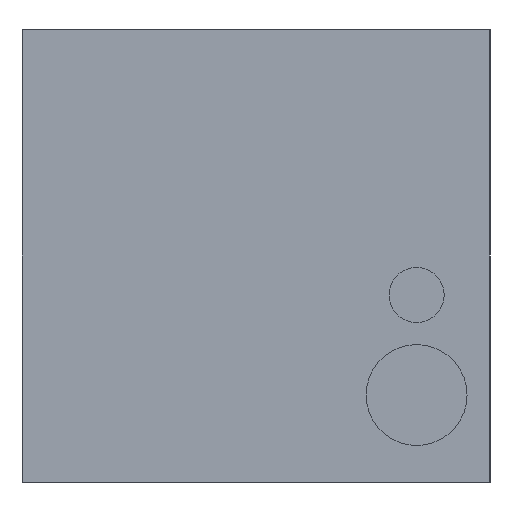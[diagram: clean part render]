
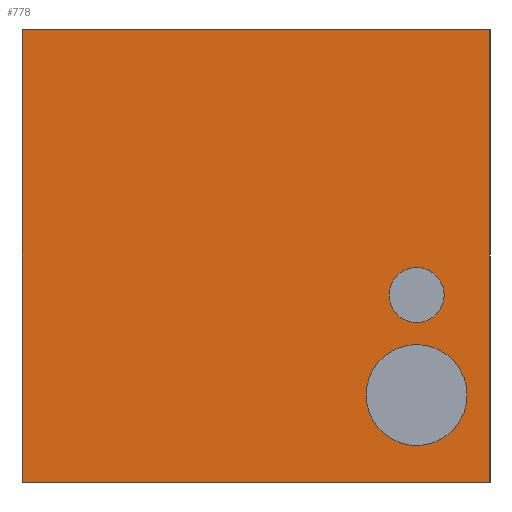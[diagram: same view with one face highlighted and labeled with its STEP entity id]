
A CAD part, left-side view. The second image highlights one B-rep face of the part: STEP entity #778.
In plain terms, the highlighted planar face has unit normal (-1, 0, 0).
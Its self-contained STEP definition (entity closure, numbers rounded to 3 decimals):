
#3 = EDGE_LOOP ( 'NONE', ( #339, #730 ) ) ;
#28 = CARTESIAN_POINT ( 'NONE',  ( -56., 25.5, 0. ) ) ;
#37 = CARTESIAN_POINT ( 'NONE',  ( -56., -25.5, 49.3 ) ) ;
#38 = CARTESIAN_POINT ( 'NONE',  ( -56., -17.5, 17.4 ) ) ;
#53 = DIRECTION ( 'NONE',  ( 0., 0., -1. ) ) ;
#86 = AXIS2_PLACEMENT_3D ( 'NONE', #460, #285, #53 ) ;
#90 = VERTEX_POINT ( 'NONE', #357 ) ;
#129 = CIRCLE ( 'NONE', #891, 3. ) ;
#130 = FACE_BOUND ( 'NONE', #348, .T. ) ;
#187 = VECTOR ( 'NONE', #996, 1000. ) ;
#208 = DIRECTION ( 'NONE',  ( -1., 0., 0. ) ) ;
#223 = EDGE_CURVE ( 'NONE', #271, #655, #129, .T. ) ;
#232 = CARTESIAN_POINT ( 'NONE',  ( -56., -17.5, 20.4 ) ) ;
#241 = AXIS2_PLACEMENT_3D ( 'NONE', #434, #208, #526 ) ;
#247 = DIRECTION ( 'NONE',  ( 0., 0., -1. ) ) ;
#256 = CARTESIAN_POINT ( 'NONE',  ( -56., 25.5, 49.3 ) ) ;
#267 = EDGE_CURVE ( 'NONE', #559, #90, #283, .T. ) ;
#271 = VERTEX_POINT ( 'NONE', #38 ) ;
#283 = LINE ( 'NONE', #28, #187 ) ;
#284 = DIRECTION ( 'NONE',  ( 0., 0., -1. ) ) ;
#285 = DIRECTION ( 'NONE',  ( -1., 0., 0. ) ) ;
#294 = CARTESIAN_POINT ( 'NONE',  ( -56., -17.5, 23.4 ) ) ;
#299 = CARTESIAN_POINT ( 'NONE',  ( -56., 25.5, 49.3 ) ) ;
#305 = FACE_BOUND ( 'NONE', #3, .T. ) ;
#313 = ORIENTED_EDGE ( 'NONE', *, *, #956, .F. ) ;
#337 = EDGE_CURVE ( 'NONE', #577, #627, #637, .T. ) ;
#339 = ORIENTED_EDGE ( 'NONE', *, *, #223, .F. ) ;
#348 = EDGE_LOOP ( 'NONE', ( #961, #1006 ) ) ;
#352 = EDGE_CURVE ( 'NONE', #627, #577, #683, .T. ) ;
#357 = CARTESIAN_POINT ( 'NONE',  ( -56., -25.5, 0. ) ) ;
#358 = DIRECTION ( 'NONE',  ( 0., 0., -1. ) ) ;
#379 = LINE ( 'NONE', #537, #546 ) ;
#399 = EDGE_CURVE ( 'NONE', #952, #559, #951, .T. ) ;
#431 = CARTESIAN_POINT ( 'NONE',  ( -56., -25.5, 49.3 ) ) ;
#434 = CARTESIAN_POINT ( 'NONE',  ( -56., -17.5, 9.5 ) ) ;
#442 = LINE ( 'NONE', #37, #1020 ) ;
#447 = CARTESIAN_POINT ( 'NONE',  ( -56., -17.5, 4. ) ) ;
#460 = CARTESIAN_POINT ( 'NONE',  ( -56., -17.5, 20.4 ) ) ;
#520 = CARTESIAN_POINT ( 'NONE',  ( -56., 25.5, 49.3 ) ) ;
#526 = DIRECTION ( 'NONE',  ( 0., 0., -1. ) ) ;
#537 = CARTESIAN_POINT ( 'NONE',  ( -56., 25.5, 49.3 ) ) ;
#546 = VECTOR ( 'NONE', #859, 1000. ) ;
#559 = VERTEX_POINT ( 'NONE', #1000 ) ;
#577 = VERTEX_POINT ( 'NONE', #774 ) ;
#594 = EDGE_CURVE ( 'NONE', #655, #271, #801, .T. ) ;
#627 = VERTEX_POINT ( 'NONE', #447 ) ;
#637 = CIRCLE ( 'NONE', #909, 5.5 ) ;
#655 = VERTEX_POINT ( 'NONE', #294 ) ;
#673 = AXIS2_PLACEMENT_3D ( 'NONE', #299, #935, #851 ) ;
#676 = ORIENTED_EDGE ( 'NONE', *, *, #267, .T. ) ;
#683 = CIRCLE ( 'NONE', #241, 5.5 ) ;
#692 = PLANE ( 'NONE',  #673 ) ;
#703 = FACE_OUTER_BOUND ( 'NONE', #819, .T. ) ;
#717 = VECTOR ( 'NONE', #247, 1000. ) ;
#730 = ORIENTED_EDGE ( 'NONE', *, *, #594, .F. ) ;
#753 = CARTESIAN_POINT ( 'NONE',  ( -56., -17.5, 9.5 ) ) ;
#762 = EDGE_CURVE ( 'NONE', #952, #1001, #379, .T. ) ;
#774 = CARTESIAN_POINT ( 'NONE',  ( -56., -17.5, 15. ) ) ;
#778 = ADVANCED_FACE ( 'NONE', ( #305, #130, #703 ), #692, .F. ) ;
#801 = CIRCLE ( 'NONE', #86, 3. ) ;
#819 = EDGE_LOOP ( 'NONE', ( #676, #313, #975, #945 ) ) ;
#823 = DIRECTION ( 'NONE',  ( -1., 0., 0. ) ) ;
#851 = DIRECTION ( 'NONE',  ( 0., 0., -1. ) ) ;
#859 = DIRECTION ( 'NONE',  ( 0., -1., 0. ) ) ;
#891 = AXIS2_PLACEMENT_3D ( 'NONE', #232, #823, #284 ) ;
#909 = AXIS2_PLACEMENT_3D ( 'NONE', #753, #991, #986 ) ;
#935 = DIRECTION ( 'NONE',  ( 1., 0., 0. ) ) ;
#945 = ORIENTED_EDGE ( 'NONE', *, *, #399, .T. ) ;
#951 = LINE ( 'NONE', #256, #717 ) ;
#952 = VERTEX_POINT ( 'NONE', #520 ) ;
#956 = EDGE_CURVE ( 'NONE', #1001, #90, #442, .T. ) ;
#961 = ORIENTED_EDGE ( 'NONE', *, *, #352, .F. ) ;
#975 = ORIENTED_EDGE ( 'NONE', *, *, #762, .F. ) ;
#986 = DIRECTION ( 'NONE',  ( 0., 0., -1. ) ) ;
#991 = DIRECTION ( 'NONE',  ( -1., 0., 0. ) ) ;
#996 = DIRECTION ( 'NONE',  ( 0., -1., 0. ) ) ;
#1000 = CARTESIAN_POINT ( 'NONE',  ( -56., 25.5, 0. ) ) ;
#1001 = VERTEX_POINT ( 'NONE', #431 ) ;
#1006 = ORIENTED_EDGE ( 'NONE', *, *, #337, .F. ) ;
#1020 = VECTOR ( 'NONE', #358, 1000. ) ;
